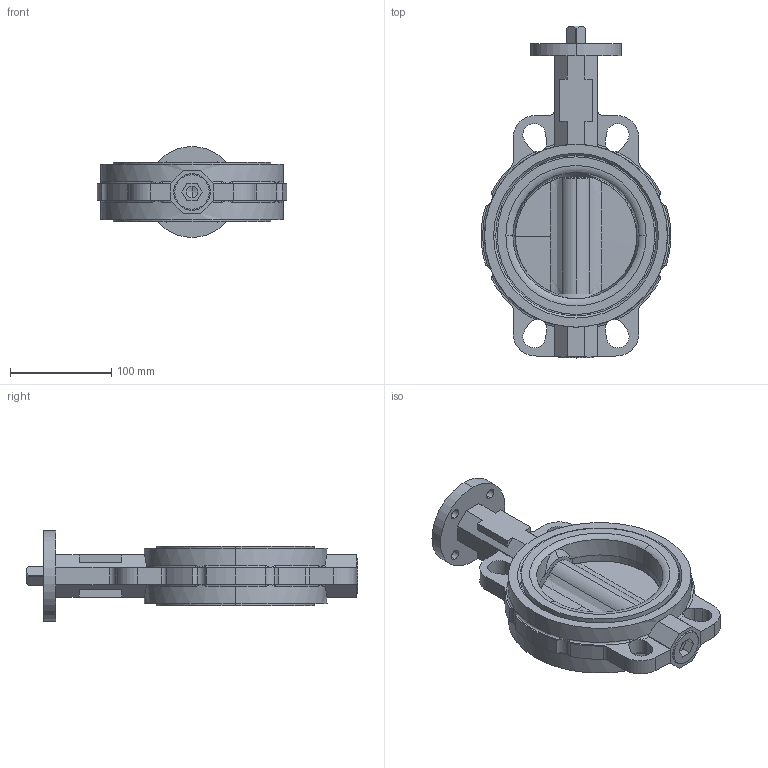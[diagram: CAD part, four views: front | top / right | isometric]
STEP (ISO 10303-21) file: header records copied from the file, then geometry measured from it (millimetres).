
FILE_DESCRIPTION (( 'STEP AP203' ), '1' );
FILE_NAME ('DN125評概蚾饜极.STEP', '2024-08-22T06:26:12', ( '' ), ( '' ), 'SwSTEP 2.0', 'SolidWorks 2018', '' );
FILE_SCHEMA (( 'CONFIG_CONTROL_DESIGN' ));
Length unit declared in the file: millimetre
Products named in the file (12): DN125概极; 狟粣杶; DN125概粣; 旋塞; circlips for shaft--type a large gb_GB_CONNECTING_PIECE_RING_RRA 20; 粣杶; circlips for holes--type a gb_GB_CONNECTING_PIECE_RING_RRH 32; DN125評概蚾饜极; DN125概啣; DN125概釱; 平垫圈; 躇猾菜え
Assembly tree (12 placements, depth 2):
  DN125評概蚾饜极
    DN125概极
    DN125概釱
    DN125概粣
    DN125概啣
    躇猾菜え
    旋塞
    狟粣杶
    粣杶  x2
    circlips for shaft--type a large gb_GB_CONNECTING_PIECE_RING_RRA 20
    平垫圈
    circlips for holes--type a gb_GB_CONNECTING_PIECE_RING_RRH 32
Bounding box: 188 x 328.5 x 90 mm (x, y, z)
Volume: 1233894.8 mm3; surface area: 263991.1 mm2
Topology: 12 solids, 12 shells, 788 faces, 2079 edges, 1303 vertices
Faces by surface type: cylinder 382, plane 246, cone 69, torus 47, bspline 44
Entity records: 28107 total; most frequent: CARTESIAN_POINT 7344, DIRECTION 4265, ORIENTED_EDGE 4066, EDGE_CURVE 2033, AXIS2_PLACEMENT_3D 1712, VERTEX_POINT 1295, CIRCLE 959, EDGE_LOOP 850
